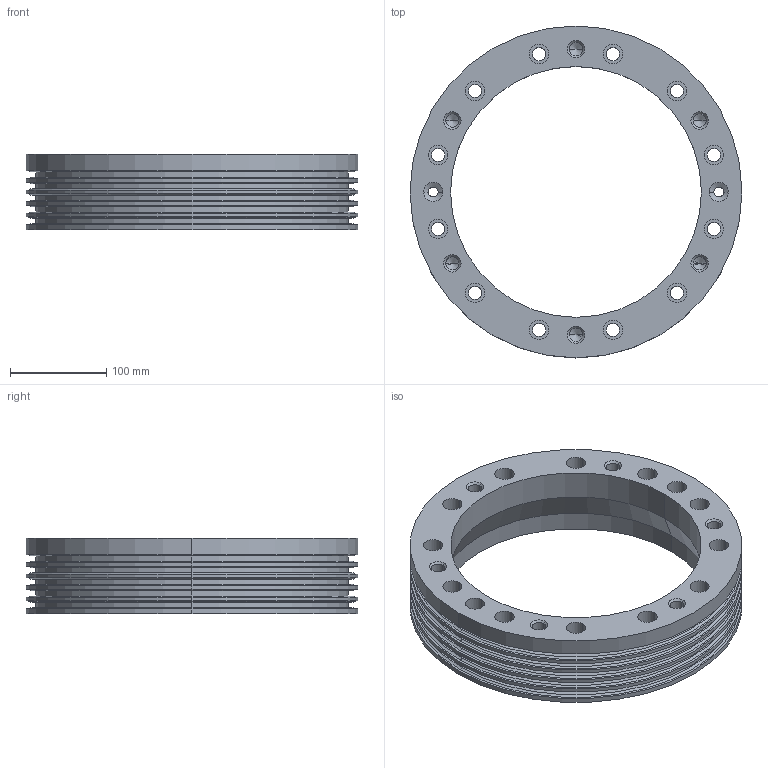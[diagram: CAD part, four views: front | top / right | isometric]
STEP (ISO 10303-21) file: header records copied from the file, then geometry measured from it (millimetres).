
FILE_DESCRIPTION (( 'STEP AP203' ), '1' );
FILE_NAME ('kvshll340_5.STEP', '2022-11-02T11:40:15', ( '' ), ( '' ), '', '', '' );
FILE_SCHEMA (( 'CONFIG_CONTROL_DESIGN' ));
Length unit declared in the file: millimetre
Products named in the file (1): kvshll340_5
Bounding box: 344 x 344 x 78 mm (x, y, z)
Volume: 2223837.5 mm3; surface area: 374733.3 mm2
Topology: 1 solids, 1 shells, 188 faces, 416 edges, 246 vertices
Faces by surface type: cylinder 94, cone 50, plane 24, torus 20
Entity records: 5285 total; most frequent: DIRECTION 1042, CARTESIAN_POINT 839, ORIENTED_EDGE 808, AXIS2_PLACEMENT_3D 449, EDGE_CURVE 404, CIRCLE 260, VERTEX_POINT 246, EDGE_LOOP 246
